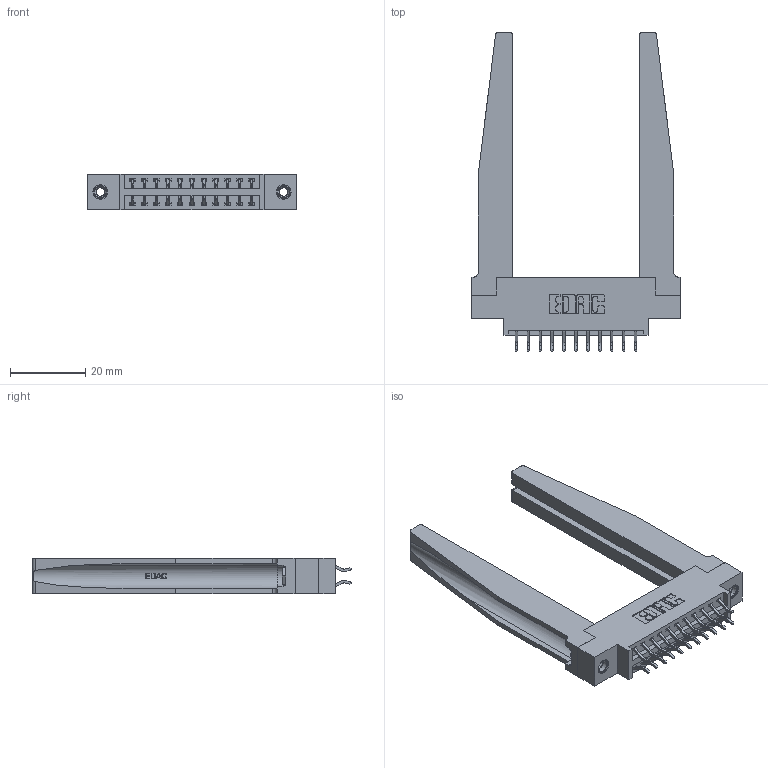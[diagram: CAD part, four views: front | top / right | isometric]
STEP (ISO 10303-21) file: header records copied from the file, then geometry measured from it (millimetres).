
FILE_DESCRIPTION (( 'STEP AP203' ), '1' );
FILE_NAME ('346-022-556-878.STEP', '2022-05-18T21:57:33', ( '' ), ( '' ), 'SwSTEP 2.0', 'SolidWorks 2020', '' );
FILE_SCHEMA (( 'CONFIG_CONTROL_DESIGN' ));
Length unit declared in the file: inch
Products named in the file (5): 346 Part_0.170 Offset - 0.156 Dia-TH; 346-220-078_345-220-078; 346-022-556-878; 345-250-001_345-250-001-102; 345-292-001_556 Tail
Assembly tree (27 placements, depth 2):
  346-022-556-878
    346 Part_0.170 Offset - 0.156 Dia-TH
    345-292-001_556 Tail  x22
    346-220-078_345-220-078  x2
    345-250-001_345-250-001-102  x2
Bounding box: 55.5 x 84.84 x 9.4 mm (x, y, z)
Volume: 11906.4 mm3; surface area: 13113.4 mm2
Topology: 27 solids, 27 shells, 1650 faces, 4791 edges, 3154 vertices
Faces by surface type: plane 1094, cylinder 504, bspline 36, cone 12, torus 4
Entity records: 16868 total; most frequent: CARTESIAN_POINT 3781, ORIENTED_EDGE 2590, DIRECTION 2357, EDGE_CURVE 1295, LINE 1017, VECTOR 1017, VERTEX_POINT 856, AXIS2_PLACEMENT_3D 670
